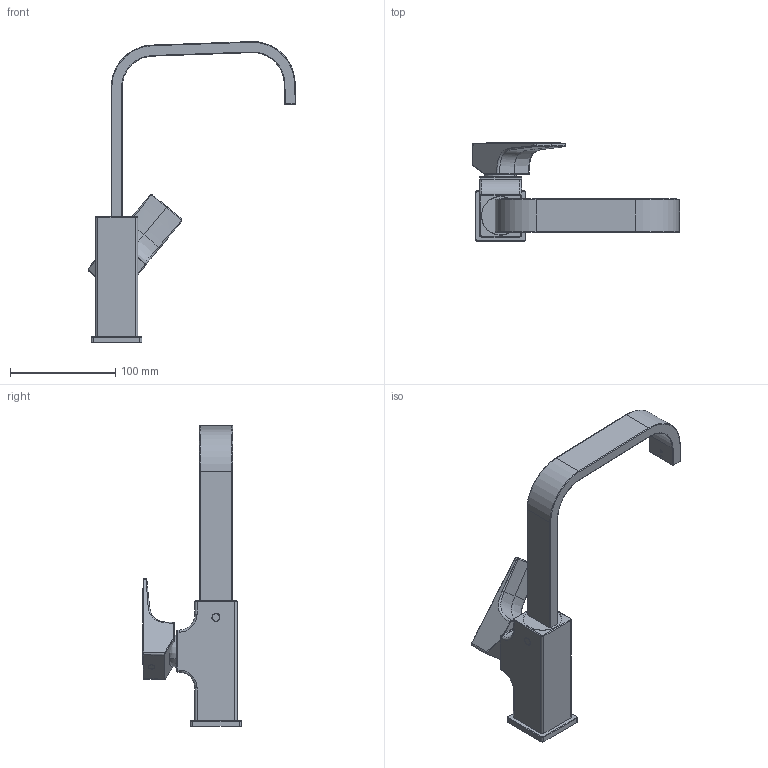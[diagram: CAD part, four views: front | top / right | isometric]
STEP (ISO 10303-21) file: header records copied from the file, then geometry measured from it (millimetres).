
FILE_DESCRIPTION(('CAx-IF Rec.Pracs.---Model Styling and Organization---1.2---2011-12-15','CAx-IF Rec.Pracs.---Geometric and Assembly Validation Properties---4.1---2014-06-16','CAx-IF Rec.Pracs.---PMI Polyline Presentation---2.0---2013-05-24'),'2;1');
FILE_NAME('1000110355_PPR_000.stp','2016-12-16T05:27:30+01:00',(''),(''),'STEP Interface 4.0.1101 by CT CoreTechnologie','3D_Evolution4.0.1101 by CT CoreTechnologie','');
FILE_SCHEMA(('AP203_CONFIGURATION_CONTROLLED_3D_DESIGN_OF_MECHANICAL_PARTS_AND_ASSEMBLIES_MIM_LF'));
Length unit declared in the file: millimetre
Products named in the file (14): P_2 HG Metropol WTM 230 Schwenk ZGriff P 1000110355_PPR_000_A0; P_2 WTM_GK_Metris_Schwenkauslauf 1000110363_PPA_000_A0; P_2 Rosette WTM Citterio Basic 1000105070_PPA_000_A0; P_2 Griff_M25_VHG_AUF11_Metris Next 1000110356_PPA_000_A0; Griffstopfen WTM Bouroullec 1000052558_PPA_000_A0; P_2 Auslauf kpl. Metris Schwenkauslauf 1000110360_PPR_000_A0; P_2 Aufnahme Metris Schwenkauslauf 1000109429_PPA_000_A0; P_2 Auslauf Metris Schwenkauslauf 1000110358_PPR_000_A0; P_2 EBD Rohr Metris Schwenkauslauf 1000109718_PPA_000_A0; P_2 Rosette_WTM_Metris_Next 1000105903_PPA_000_A0; Stopfen Metris next 1000098138_PPA_000_A1; SR_PL-RC-28x7_1,5gpm-air_grau-gr黱 1000107679_PPR_000_A0; SR_PL-RC-28x7_1,5gpm-air_grau-gr黱_Dummy 1000107680_PPA_000_A0; Gewindestift_DIN914_M3x5_A2 1000053858_PPA_000_A0
Assembly tree (13 placements, depth 4):
  P_2 HG Metropol WTM 230 Schwenk ZGriff P 1000110355_PPR_000_A0
    P_2 WTM_GK_Metris_Schwenkauslauf 1000110363_PPA_000_A0
    P_2 Rosette WTM Citterio Basic 1000105070_PPA_000_A0
    P_2 Griff_M25_VHG_AUF11_Metris Next 1000110356_PPA_000_A0
    Griffstopfen WTM Bouroullec 1000052558_PPA_000_A0
    P_2 Auslauf kpl. Metris Schwenkauslauf 1000110360_PPR_000_A0
      P_2 Aufnahme Metris Schwenkauslauf 1000109429_PPA_000_A0
      P_2 Auslauf Metris Schwenkauslauf 1000110358_PPR_000_A0
        P_2 EBD Rohr Metris Schwenkauslauf 1000109718_PPA_000_A0
    P_2 Rosette_WTM_Metris_Next 1000105903_PPA_000_A0
    Stopfen Metris next 1000098138_PPA_000_A1
    SR_PL-RC-28x7_1,5gpm-air_grau-gr黱 1000107679_PPR_000_A0
      SR_PL-RC-28x7_1,5gpm-air_grau-gr黱_Dummy 1000107680_PPA_000_A0
    Gewindestift_DIN914_M3x5_A2 1000053858_PPA_000_A0
Bounding box: 197.35 x 93.51 x 285.61 mm (x, y, z)
Volume: 400976.8 mm3; surface area: 79225.4 mm2
Topology: 11 solids, 11 shells, 1258 faces, 2931 edges, 1709 vertices
Faces by surface type: plane 599, cylinder 472, bspline 187
Entity records: 54113 total; most frequent: CARTESIAN_POINT 12436, ORIENTED_EDGE 5844, DIRECTION 5607, EDGE_CURVE 2922, VECTOR 1889, LINE 1889, AXIS2_PLACEMENT_3D 1859, VERTEX_POINT 1709
